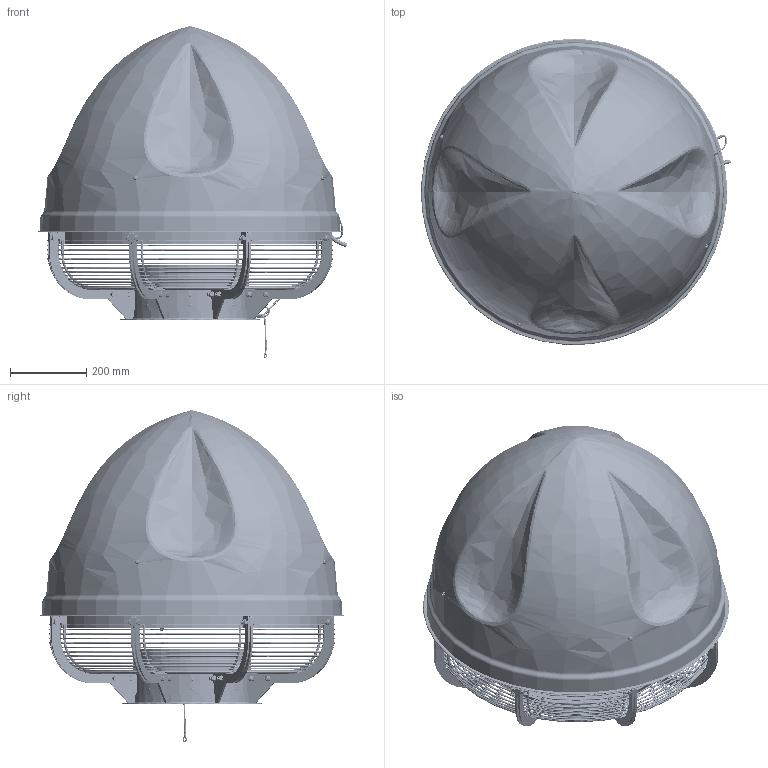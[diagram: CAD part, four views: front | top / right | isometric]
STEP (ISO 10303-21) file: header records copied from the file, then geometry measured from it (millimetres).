
FILE_DESCRIPTION(/* description */ ('808W77 SPARK-S-315/1500/Ex','CAx-IF Rec.Pracs.---Representation and Presentation of Product Manufacturing Information (PMI)---4.0---2014-10-13'),/* implementation_level */ '2;1');
FILE_NAME(/* name */ '808W77 SPARK-S-315_1500_Ex.stp',/* time_stamp */ '2022-05-11T10:51:20+02:00',/* author */ ('b.kitowicz'),/* organization */ ('KLIMAWENT S.A.'),/* preprocessor_version */ 'ST-DEVELOPER v18.1',/* originating_system */ 'Autodesk Inventor 2021',/* authorisation */ '');
FILE_SCHEMA (('AP242_MANAGED_MODEL_BASED_3D_ENGINEERING_MIM_LF { 1 0 10303 442 1 1 4 }'));
Products named in the file (1): ~~
Bounding box: 809.63 x 799.24 x 868.27 mm (x, y, z)
Volume: 13326318.3 mm3; surface area: 5813762.9 mm2
Topology: 29 solids, 29 shells, 7591 faces, 20370 edges, 13219 vertices
Faces by surface type: plane 3740, bspline 1625, cylinder 1236, cone 700, torus 254, sphere 36
Full cylindrical faces by diameter (mm): 3 x25, 3.2 x6, 3.5 x32, 4.5 x10, 5.5 x10, 6 x54, 6.4 x4, 6.5 x16, 6.647 x1, 7 x9, 8 x56, 8.4 x16, 8.5 x8, 8.88 x2, 9 x17, 9.2 x4, 10 x16, 10.5 x4, 11.63 x80, 12 x4, 12.2 x4, 14.5 x1, 14.63 x4, 15 x1, 16 x65, 24 x2, 25 x1, 30 x1, 32 x1, 48 x1
Entity records: 314863 total; most frequent: CARTESIAN_POINT 127679, ORIENTED_EDGE 40878, DIRECTION 31844, EDGE_CURVE 20439, VERTEX_POINT 13356, AXIS2_PLACEMENT_3D 11157, LINE 9530, VECTOR 9530
